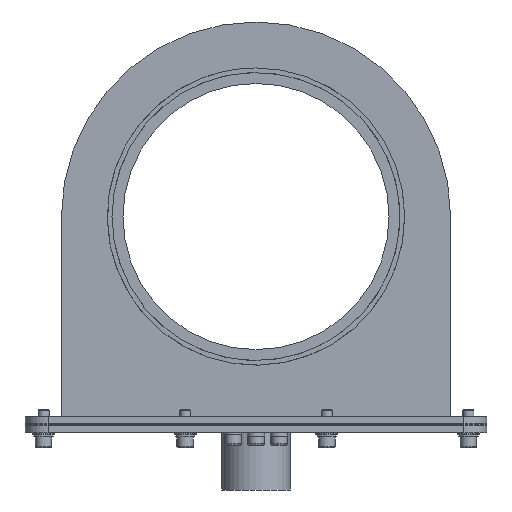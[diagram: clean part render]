
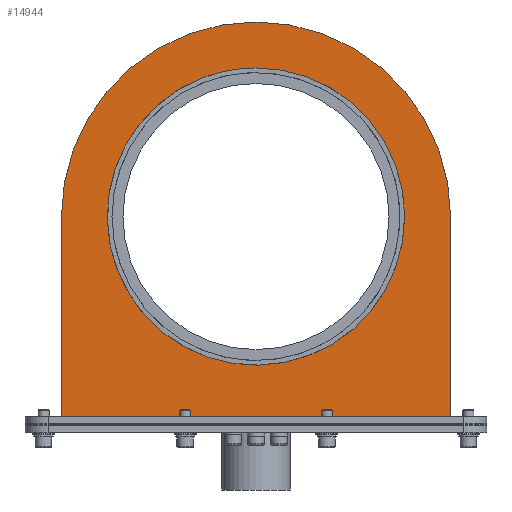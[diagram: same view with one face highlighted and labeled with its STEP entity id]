
A CAD part, front view. The second image highlights one B-rep face of the part: STEP entity #14944.
In plain terms, the highlighted planar face has unit normal (0, -1, 0).
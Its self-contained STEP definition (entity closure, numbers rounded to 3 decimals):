
#453 = CARTESIAN_POINT ( 'NONE',  ( -212., -91.5, -215.5 ) ) ;
#656 = DIRECTION ( 'NONE',  ( 0., -1., 0. ) ) ;
#1575 = VERTEX_POINT ( 'NONE', #2633 ) ;
#1924 = VERTEX_POINT ( 'NONE', #3187 ) ;
#2552 = EDGE_CURVE ( 'NONE', #10371, #1575, #9756, .T. ) ;
#2633 = CARTESIAN_POINT ( 'NONE',  ( 212., -91.5, 0. ) ) ;
#2818 = DIRECTION ( 'NONE',  ( 0., 1., 0. ) ) ;
#3187 = CARTESIAN_POINT ( 'NONE',  ( 212., -91.5, -218. ) ) ;
#3374 = CARTESIAN_POINT ( 'NONE',  ( 212., -91.5, -215.5 ) ) ;
#3386 = FACE_OUTER_BOUND ( 'NONE', #8224, .T. ) ;
#3923 = ORIENTED_EDGE ( 'NONE', *, *, #13485, .F. ) ;
#4356 = VECTOR ( 'NONE', #5406, 1000. ) ;
#4959 = ORIENTED_EDGE ( 'NONE', *, *, #9477, .T. ) ;
#5032 = CARTESIAN_POINT ( 'NONE',  ( 0., -91.5, 0. ) ) ;
#5406 = DIRECTION ( 'NONE',  ( -1., 0., 0. ) ) ;
#6074 = ORIENTED_EDGE ( 'NONE', *, *, #11348, .F. ) ;
#6771 = CARTESIAN_POINT ( 'NONE',  ( 204., -91.5, -218. ) ) ;
#6980 = LINE ( 'NONE', #453, #15993 ) ;
#7367 = PLANE ( 'NONE',  #8153 ) ;
#7402 = AXIS2_PLACEMENT_3D ( 'NONE', #14093, #2818, #8396 ) ;
#7564 = DIRECTION ( 'NONE',  ( 0., -1., 0. ) ) ;
#8153 = AXIS2_PLACEMENT_3D ( 'NONE', #9047, #7564, #11634 ) ;
#8224 = EDGE_LOOP ( 'NONE', ( #4959, #3923, #6074, #17711 ) ) ;
#8266 = EDGE_CURVE ( 'NONE', #14349, #14349, #8622, .T. ) ;
#8396 = DIRECTION ( 'NONE',  ( 0., 0., 1. ) ) ;
#8622 = CIRCLE ( 'NONE', #15350, 161.95 ) ;
#9047 = CARTESIAN_POINT ( 'NONE',  ( -212., -91.5, -215.5 ) ) ;
#9050 = CARTESIAN_POINT ( 'NONE',  ( -212., -91.5, -218. ) ) ;
#9477 = EDGE_CURVE ( 'NONE', #10371, #15502, #6980, .T. ) ;
#9756 = CIRCLE ( 'NONE', #7402, 212. ) ;
#10371 = VERTEX_POINT ( 'NONE', #12038 ) ;
#10460 = DIRECTION ( 'NONE',  ( 0., 0., 1. ) ) ;
#11348 = EDGE_CURVE ( 'NONE', #1575, #1924, #13083, .T. ) ;
#11438 = VECTOR ( 'NONE', #11886, 1000. ) ;
#11452 = EDGE_LOOP ( 'NONE', ( #12729 ) ) ;
#11586 = CARTESIAN_POINT ( 'NONE',  ( 0., -91.5, 161.95 ) ) ;
#11634 = DIRECTION ( 'NONE',  ( 0., 0., -1. ) ) ;
#11886 = DIRECTION ( 'NONE',  ( 0., 0., -1. ) ) ;
#12038 = CARTESIAN_POINT ( 'NONE',  ( -212., -91.5, 0. ) ) ;
#12729 = ORIENTED_EDGE ( 'NONE', *, *, #8266, .F. ) ;
#13083 = LINE ( 'NONE', #3374, #11438 ) ;
#13485 = EDGE_CURVE ( 'NONE', #1924, #15502, #13692, .T. ) ;
#13692 = LINE ( 'NONE', #6771, #4356 ) ;
#14093 = CARTESIAN_POINT ( 'NONE',  ( 0., -91.5, 0. ) ) ;
#14349 = VERTEX_POINT ( 'NONE', #11586 ) ;
#14944 = ADVANCED_FACE ( 'NONE', ( #3386, #17389 ), #7367, .T. ) ;
#15350 = AXIS2_PLACEMENT_3D ( 'NONE', #5032, #656, #10460 ) ;
#15502 = VERTEX_POINT ( 'NONE', #9050 ) ;
#15993 = VECTOR ( 'NONE', #17418, 1000. ) ;
#17389 = FACE_BOUND ( 'NONE', #11452, .T. ) ;
#17418 = DIRECTION ( 'NONE',  ( 0., 0., -1. ) ) ;
#17711 = ORIENTED_EDGE ( 'NONE', *, *, #2552, .F. ) ;
